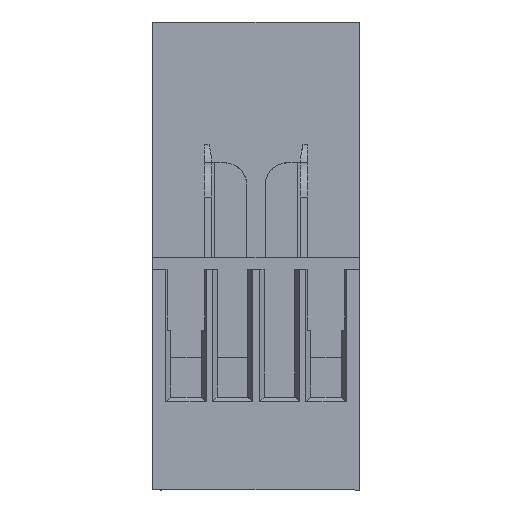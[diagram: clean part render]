
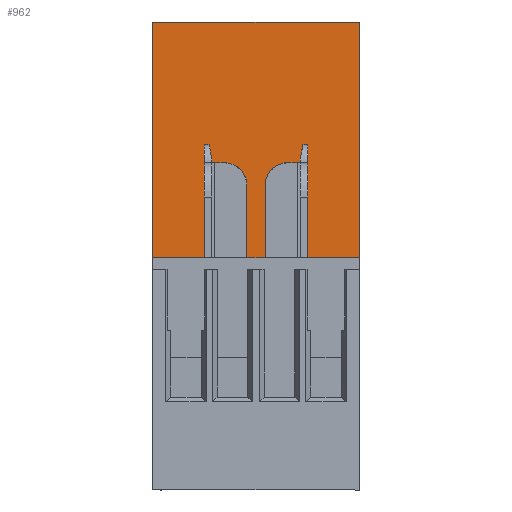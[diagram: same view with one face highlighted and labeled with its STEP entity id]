
A CAD part, front view. The second image highlights one B-rep face of the part: STEP entity #962.
In plain terms, the highlighted planar face has unit normal (0, -1, 0).
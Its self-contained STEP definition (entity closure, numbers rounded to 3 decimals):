
#870=AXIS2_PLACEMENT_3D('Plane Axis2P3D',#867,#868,#869) ;
#269=CARTESIAN_POINT('Vertex',(27.2,50.3,61.5)) ;
#272=CARTESIAN_POINT('Line Origine',(27.2,50.3,42.75)) ;
#276=CARTESIAN_POINT('Vertex',(27.2,50.3,24.)) ;
#521=CARTESIAN_POINT('Vertex',(0.,50.3,24.)) ;
#525=CARTESIAN_POINT('Control Point',(0.,50.3,30.)) ;
#526=CARTESIAN_POINT('Control Point',(0.,50.3,28.8)) ;
#527=CARTESIAN_POINT('Control Point',(0.,50.3,27.6)) ;
#528=CARTESIAN_POINT('Control Point',(0.,50.3,26.4)) ;
#529=CARTESIAN_POINT('Control Point',(0.,50.3,25.2)) ;
#530=CARTESIAN_POINT('Control Point',(0.,50.3,24.)) ;
#531=CARTESIAN_POINT('Vertex',(0.,50.3,30.)) ;
#534=CARTESIAN_POINT('Line Origine',(0.,50.3,45.75)) ;
#538=CARTESIAN_POINT('Vertex',(0.,50.3,61.5)) ;
#830=CARTESIAN_POINT('Line Origine',(25.974,50.3,24.)) ;
#834=CARTESIAN_POINT('Vertex',(24.748,50.3,24.)) ;
#867=CARTESIAN_POINT('Axis2P3D Location',(29.92,50.3,61.5)) ;
#872=CARTESIAN_POINT('Line Origine',(13.6,50.3,61.5)) ;
#877=CARTESIAN_POINT('Line Origine',(1.226,50.3,24.)) ;
#881=CARTESIAN_POINT('Vertex',(2.452,50.3,24.)) ;
#884=CARTESIAN_POINT('Line Origine',(2.452,50.3,26.)) ;
#888=CARTESIAN_POINT('Vertex',(2.452,50.3,28.)) ;
#891=CARTESIAN_POINT('Line Origine',(2.152,50.3,28.)) ;
#895=CARTESIAN_POINT('Vertex',(1.852,50.3,28.)) ;
#898=CARTESIAN_POINT('Line Origine',(1.852,50.3,28.48)) ;
#902=CARTESIAN_POINT('Vertex',(1.852,50.3,28.961)) ;
#905=CARTESIAN_POINT('Line Origine',(2.152,50.3,29.48)) ;
#909=CARTESIAN_POINT('Vertex',(2.452,50.3,30.)) ;
#912=CARTESIAN_POINT('Line Origine',(13.6,50.3,30.)) ;
#916=CARTESIAN_POINT('Vertex',(24.748,50.3,30.)) ;
#919=CARTESIAN_POINT('Line Origine',(25.048,50.3,29.48)) ;
#923=CARTESIAN_POINT('Vertex',(25.348,50.3,28.961)) ;
#926=CARTESIAN_POINT('Line Origine',(25.348,50.3,28.48)) ;
#930=CARTESIAN_POINT('Vertex',(25.348,50.3,28.)) ;
#933=CARTESIAN_POINT('Line Origine',(25.048,50.3,28.)) ;
#937=CARTESIAN_POINT('Vertex',(24.748,50.3,28.)) ;
#940=CARTESIAN_POINT('Line Origine',(24.748,50.3,26.)) ;
#273=DIRECTION('Vector Direction',(0.,0.,1.)) ;
#535=DIRECTION('Vector Direction',(0.,0.,1.)) ;
#831=DIRECTION('Vector Direction',(-1.,0.,0.)) ;
#868=DIRECTION('Axis2P3D Direction',(0.,1.,0.)) ;
#869=DIRECTION('Axis2P3D XDirection',(0.,0.,-1.)) ;
#873=DIRECTION('Vector Direction',(-1.,0.,0.)) ;
#878=DIRECTION('Vector Direction',(1.,0.,0.)) ;
#885=DIRECTION('Vector Direction',(0.,0.,1.)) ;
#892=DIRECTION('Vector Direction',(1.,0.,0.)) ;
#899=DIRECTION('Vector Direction',(0.,0.,-1.)) ;
#906=DIRECTION('Vector Direction',(-0.5,0.,-0.866)) ;
#913=DIRECTION('Vector Direction',(-1.,0.,0.)) ;
#920=DIRECTION('Vector Direction',(-0.5,0.,0.866)) ;
#927=DIRECTION('Vector Direction',(0.,0.,1.)) ;
#934=DIRECTION('Vector Direction',(1.,0.,0.)) ;
#941=DIRECTION('Vector Direction',(0.,0.,1.)) ;
#274=VECTOR('Line Direction',#273,1.) ;
#536=VECTOR('Line Direction',#535,1.) ;
#832=VECTOR('Line Direction',#831,1.) ;
#874=VECTOR('Line Direction',#873,1.) ;
#879=VECTOR('Line Direction',#878,1.) ;
#886=VECTOR('Line Direction',#885,1.) ;
#893=VECTOR('Line Direction',#892,1.) ;
#900=VECTOR('Line Direction',#899,1.) ;
#907=VECTOR('Line Direction',#906,1.) ;
#914=VECTOR('Line Direction',#913,1.) ;
#921=VECTOR('Line Direction',#920,1.) ;
#928=VECTOR('Line Direction',#927,1.) ;
#935=VECTOR('Line Direction',#934,1.) ;
#942=VECTOR('Line Direction',#941,1.) ;
#946=ORIENTED_EDGE('',*,*,#836,.F.) ;
#947=ORIENTED_EDGE('',*,*,#278,.T.) ;
#948=ORIENTED_EDGE('',*,*,#876,.T.) ;
#949=ORIENTED_EDGE('',*,*,#540,.T.) ;
#950=ORIENTED_EDGE('',*,*,#533,.T.) ;
#951=ORIENTED_EDGE('',*,*,#883,.T.) ;
#952=ORIENTED_EDGE('',*,*,#890,.T.) ;
#953=ORIENTED_EDGE('',*,*,#897,.F.) ;
#954=ORIENTED_EDGE('',*,*,#904,.F.) ;
#955=ORIENTED_EDGE('',*,*,#911,.F.) ;
#956=ORIENTED_EDGE('',*,*,#918,.F.) ;
#957=ORIENTED_EDGE('',*,*,#925,.F.) ;
#958=ORIENTED_EDGE('',*,*,#932,.F.) ;
#959=ORIENTED_EDGE('',*,*,#939,.F.) ;
#960=ORIENTED_EDGE('',*,*,#944,.F.) ;
#962=ADVANCED_FACE('SOCKEL',(#961),#871,.F.) ;
#524=B_SPLINE_CURVE_WITH_KNOTS('',5,(#525,#526,#527,#528,#529,#530),.UNSPECIFIED.,.F.,.U.,(6,6),(0.,6.),.UNSPECIFIED.) ;
#278=EDGE_CURVE('',#277,#270,#275,.T.) ;
#533=EDGE_CURVE('',#532,#522,#524,.T.) ;
#540=EDGE_CURVE('',#539,#532,#537,.F.) ;
#836=EDGE_CURVE('',#277,#835,#833,.T.) ;
#876=EDGE_CURVE('',#270,#539,#875,.T.) ;
#883=EDGE_CURVE('',#522,#882,#880,.T.) ;
#890=EDGE_CURVE('',#882,#889,#887,.T.) ;
#897=EDGE_CURVE('',#896,#889,#894,.T.) ;
#904=EDGE_CURVE('',#903,#896,#901,.T.) ;
#911=EDGE_CURVE('',#910,#903,#908,.T.) ;
#918=EDGE_CURVE('',#917,#910,#915,.T.) ;
#925=EDGE_CURVE('',#924,#917,#922,.T.) ;
#932=EDGE_CURVE('',#931,#924,#929,.T.) ;
#939=EDGE_CURVE('',#938,#931,#936,.T.) ;
#944=EDGE_CURVE('',#835,#938,#943,.T.) ;
#945=EDGE_LOOP('',(#946,#947,#948,#949,#950,#951,#952,#953,#954,#955,#956,#957,#958,#959,#960)) ;
#961=FACE_OUTER_BOUND('',#945,.T.) ;
#275=LINE('Line',#272,#274) ;
#537=LINE('Line',#534,#536) ;
#833=LINE('Line',#830,#832) ;
#875=LINE('Line',#872,#874) ;
#880=LINE('Line',#877,#879) ;
#887=LINE('Line',#884,#886) ;
#894=LINE('Line',#891,#893) ;
#901=LINE('Line',#898,#900) ;
#908=LINE('Line',#905,#907) ;
#915=LINE('Line',#912,#914) ;
#922=LINE('Line',#919,#921) ;
#929=LINE('Line',#926,#928) ;
#936=LINE('Line',#933,#935) ;
#943=LINE('Line',#940,#942) ;
#871=PLANE('',#870) ;
#270=VERTEX_POINT('',#269) ;
#277=VERTEX_POINT('',#276) ;
#522=VERTEX_POINT('',#521) ;
#532=VERTEX_POINT('',#531) ;
#539=VERTEX_POINT('',#538) ;
#835=VERTEX_POINT('',#834) ;
#882=VERTEX_POINT('',#881) ;
#889=VERTEX_POINT('',#888) ;
#896=VERTEX_POINT('',#895) ;
#903=VERTEX_POINT('',#902) ;
#910=VERTEX_POINT('',#909) ;
#917=VERTEX_POINT('',#916) ;
#924=VERTEX_POINT('',#923) ;
#931=VERTEX_POINT('',#930) ;
#938=VERTEX_POINT('',#937) ;
